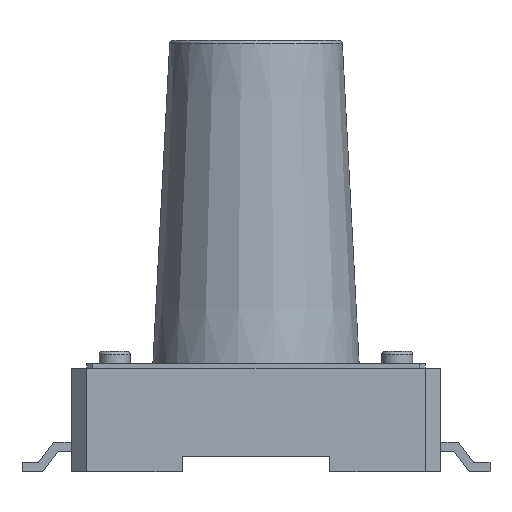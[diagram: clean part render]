
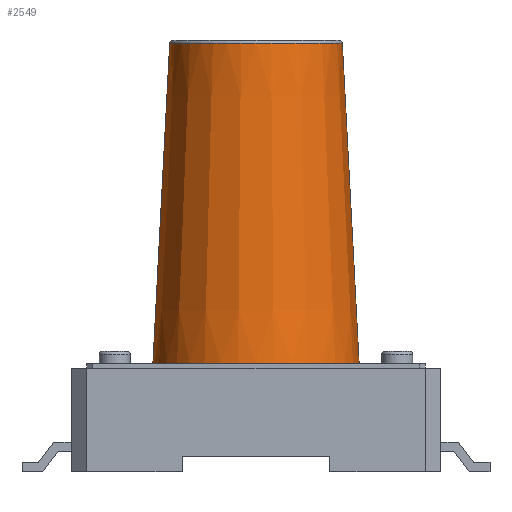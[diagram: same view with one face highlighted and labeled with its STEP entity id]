
A CAD part, front view. The second image highlights one B-rep face of the part: STEP entity #2549.
In plain terms, the highlighted conical face has half-angle 3 degrees and reference radius 3.35 mm.
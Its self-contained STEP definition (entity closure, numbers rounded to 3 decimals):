
#89 = CARTESIAN_POINT ( 'NONE',  ( -3.35, 0., 0. ) ) ;
#124 = CARTESIAN_POINT ( 'NONE',  ( 0., 0., 10.405 ) ) ;
#159 = DIRECTION ( 'NONE',  ( -0.052, 0., -0.999 ) ) ;
#698 = DIRECTION ( 'NONE',  ( 0., 0., 1. ) ) ;
#1234 = VERTEX_POINT ( 'NONE', #7697 ) ;
#1428 = CARTESIAN_POINT ( 'NONE',  ( -2.805, 0., 10.405 ) ) ;
#1872 = EDGE_LOOP ( 'NONE', ( #2072, #14520, #2224, #10514 ) ) ;
#2040 = DIRECTION ( 'NONE',  ( 0., 0., -1. ) ) ;
#2072 = ORIENTED_EDGE ( 'NONE', *, *, #13656, .T. ) ;
#2224 = ORIENTED_EDGE ( 'NONE', *, *, #7488, .T. ) ;
#2483 = DIRECTION ( 'NONE',  ( 0., 0., -1. ) ) ;
#2549 = ADVANCED_FACE ( 'NONE', ( #5580 ), #2731, .T. ) ;
#2655 = CIRCLE ( 'NONE', #11140, 2.805 ) ;
#2731 = CONICAL_SURFACE ( 'NONE', #11211, 3.35, 0.052 ) ;
#2737 = CARTESIAN_POINT ( 'NONE',  ( 3.35, 0., 0. ) ) ;
#2936 = DIRECTION ( 'NONE',  ( 1., 0., 0. ) ) ;
#4083 = DIRECTION ( 'NONE',  ( 1., 0., 0. ) ) ;
#4675 = VECTOR ( 'NONE', #159, 1000. ) ;
#5501 = VERTEX_POINT ( 'NONE', #11993 ) ;
#5580 = FACE_OUTER_BOUND ( 'NONE', #1872, .T. ) ;
#6534 = CARTESIAN_POINT ( 'NONE',  ( 0., 0., 0. ) ) ;
#7279 = VECTOR ( 'NONE', #7386, 1000. ) ;
#7375 = EDGE_CURVE ( 'NONE', #13339, #5501, #14870, .T. ) ;
#7386 = DIRECTION ( 'NONE',  ( 0.052, 0., -0.999 ) ) ;
#7488 = EDGE_CURVE ( 'NONE', #5501, #13134, #7590, .T. ) ;
#7590 = CIRCLE ( 'NONE', #9252, 3.35 ) ;
#7697 = CARTESIAN_POINT ( 'NONE',  ( 2.805, 0., 10.405 ) ) ;
#8165 = DIRECTION ( 'NONE',  ( -1., 0., 0. ) ) ;
#8929 = CARTESIAN_POINT ( 'NONE',  ( 0., 0., 0. ) ) ;
#9252 = AXIS2_PLACEMENT_3D ( 'NONE', #6534, #698, #4083 ) ;
#10010 = LINE ( 'NONE', #2737, #7279 ) ;
#10514 = ORIENTED_EDGE ( 'NONE', *, *, #14121, .F. ) ;
#11140 = AXIS2_PLACEMENT_3D ( 'NONE', #124, #2483, #8165 ) ;
#11211 = AXIS2_PLACEMENT_3D ( 'NONE', #8929, #2040, #2936 ) ;
#11993 = CARTESIAN_POINT ( 'NONE',  ( -3.35, 0., 0. ) ) ;
#13091 = CARTESIAN_POINT ( 'NONE',  ( 3.35, 0., 0. ) ) ;
#13134 = VERTEX_POINT ( 'NONE', #13091 ) ;
#13339 = VERTEX_POINT ( 'NONE', #1428 ) ;
#13656 = EDGE_CURVE ( 'NONE', #1234, #13339, #2655, .T. ) ;
#14121 = EDGE_CURVE ( 'NONE', #1234, #13134, #10010, .T. ) ;
#14520 = ORIENTED_EDGE ( 'NONE', *, *, #7375, .T. ) ;
#14870 = LINE ( 'NONE', #89, #4675 ) ;
